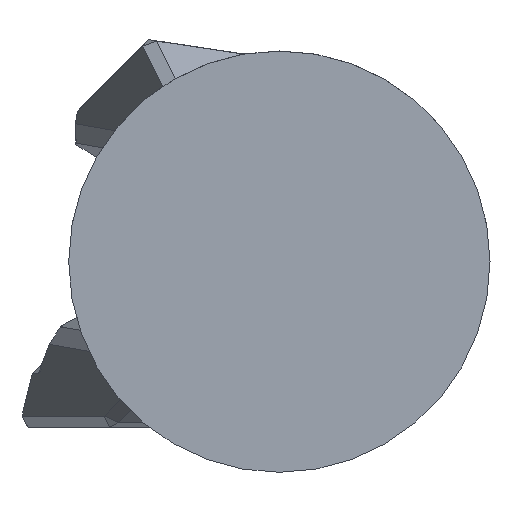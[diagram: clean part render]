
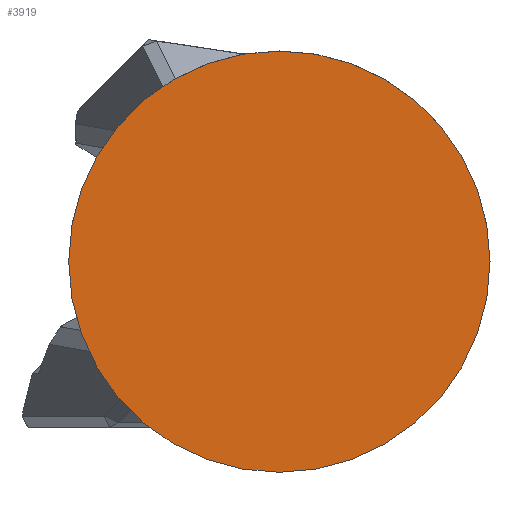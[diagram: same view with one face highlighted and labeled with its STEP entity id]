
A CAD part, front view. The second image highlights one B-rep face of the part: STEP entity #3919.
In plain terms, the highlighted face is planar.
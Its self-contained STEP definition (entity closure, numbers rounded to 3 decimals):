
#147=CIRCLE('',#4156,7.5);
#321=FACE_OUTER_BOUND('',#544,.T.);
#544=EDGE_LOOP('',(#3305));
#1733=VERTEX_POINT('',#5962);
#2181=EDGE_CURVE('',#1733,#1733,#147,.T.);
#3305=ORIENTED_EDGE('',*,*,#2181,.T.);
#3624=PLANE('',#4224);
#3919=ADVANCED_FACE('',(#321),#3624,.T.);
#4156=AXIS2_PLACEMENT_3D('',#5964,#4878,#4879);
#4224=AXIS2_PLACEMENT_3D('',#6301,#5172,#5173);
#4878=DIRECTION('center_axis',(0.,-1.,
-0.009));
#4879=DIRECTION('ref_axis',(1.,0.,0.));
#5172=DIRECTION('center_axis',(0.,-1.,
-0.009));
#5173=DIRECTION('ref_axis',(0.,0.009,-1.));
#5962=CARTESIAN_POINT('',(30.817,-36.293,8.392));
#5964=CARTESIAN_POINT('Origin',(38.317,-36.293,8.392));
#6301=CARTESIAN_POINT('Origin',(0.,-36.295,
8.658));
